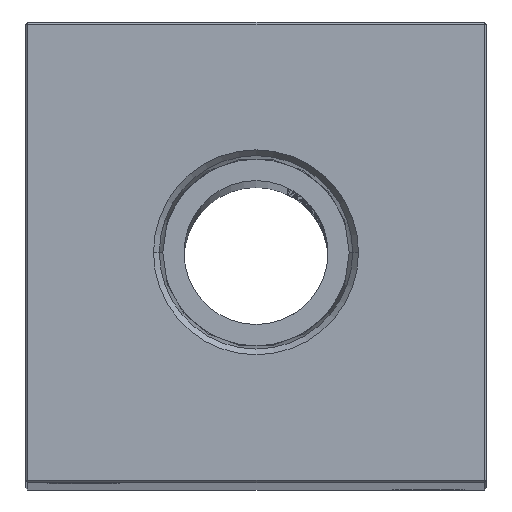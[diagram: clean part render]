
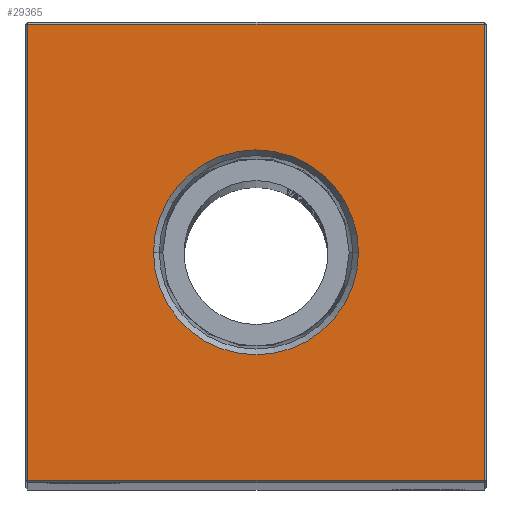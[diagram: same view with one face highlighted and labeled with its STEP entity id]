
A CAD part, top view. The second image highlights one B-rep face of the part: STEP entity #29365.
In plain terms, the highlighted planar face has unit normal (0, 0, 1).
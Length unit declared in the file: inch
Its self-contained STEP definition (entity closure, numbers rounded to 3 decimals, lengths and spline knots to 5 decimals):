
#583 = PLANE ( 'NONE',  #22714 ) ;
#732 = VECTOR ( 'NONE', #8354, 39.37008 ) ;
#900 = AXIS2_PLACEMENT_3D ( 'NONE', #33372, #9502, #20113 ) ;
#1646 = DIRECTION ( 'NONE',  ( 1., 0., 0. ) ) ;
#3101 = EDGE_CURVE ( 'NONE', #14091, #5800, #21582, .T. ) ;
#3556 = CARTESIAN_POINT ( 'NONE',  ( 0., 0., 18.25 ) ) ;
#4186 = ORIENTED_EDGE ( 'NONE', *, *, #3101, .T. ) ;
#4187 = EDGE_CURVE ( 'NONE', #30513, #14091, #19775, .T. ) ;
#4266 = CARTESIAN_POINT ( 'NONE',  ( -0.44487, 0., 18.25 ) ) ;
#4275 = CIRCLE ( 'NONE', #23743, 0.44487 ) ;
#5800 = VERTEX_POINT ( 'NONE', #30248 ) ;
#6561 = DIRECTION ( 'NONE',  ( 0., 1., 0. ) ) ;
#7098 = VECTOR ( 'NONE', #28789, 39.37008 ) ;
#7526 = LINE ( 'NONE', #18125, #7098 ) ;
#7891 = VERTEX_POINT ( 'NONE', #24121 ) ;
#7988 = EDGE_CURVE ( 'NONE', #32452, #18605, #15864, .T. ) ;
#8354 = DIRECTION ( 'NONE',  ( -1., 0., 0. ) ) ;
#9496 = CARTESIAN_POINT ( 'NONE',  ( 0.44487, 0., 18.25 ) ) ;
#9502 = DIRECTION ( 'NONE',  ( 0., 0., 1. ) ) ;
#10579 = CARTESIAN_POINT ( 'NONE',  ( -0.99, 0., 18.25 ) ) ;
#13778 = FACE_OUTER_BOUND ( 'NONE', #17522, .T. ) ;
#14091 = VERTEX_POINT ( 'NONE', #23682 ) ;
#14117 = DIRECTION ( 'NONE',  ( 0., 0., -1. ) ) ;
#14450 = VECTOR ( 'NONE', #21223, 39.37008 ) ;
#14602 = ORIENTED_EDGE ( 'NONE', *, *, #4187, .T. ) ;
#14850 = CARTESIAN_POINT ( 'NONE',  ( 0., 0., 18.25 ) ) ;
#15234 = VECTOR ( 'NONE', #6561, 39.37008 ) ;
#15392 = EDGE_CURVE ( 'NONE', #7891, #30513, #7526, .T. ) ;
#15864 = CIRCLE ( 'NONE', #900, 0.44487 ) ;
#17181 = EDGE_LOOP ( 'NONE', ( #19010, #34210 ) ) ;
#17522 = EDGE_LOOP ( 'NONE', ( #30466, #17819, #14602, #4186 ) ) ;
#17819 = ORIENTED_EDGE ( 'NONE', *, *, #15392, .T. ) ;
#18125 = CARTESIAN_POINT ( 'NONE',  ( 0., -0.99, 18.25 ) ) ;
#18605 = VERTEX_POINT ( 'NONE', #4266 ) ;
#19010 = ORIENTED_EDGE ( 'NONE', *, *, #7988, .F. ) ;
#19775 = LINE ( 'NONE', #30414, #15234 ) ;
#20113 = DIRECTION ( 'NONE',  ( 1., 0., 0. ) ) ;
#20434 = EDGE_CURVE ( 'NONE', #5800, #7891, #34464, .T. ) ;
#21223 = DIRECTION ( 'NONE',  ( 0., -1., 0. ) ) ;
#21582 = LINE ( 'NONE', #32214, #732 ) ;
#22714 = AXIS2_PLACEMENT_3D ( 'NONE', #3556, #14117, #24756 ) ;
#23682 = CARTESIAN_POINT ( 'NONE',  ( 0.99, 0.99, 18.25 ) ) ;
#23743 = AXIS2_PLACEMENT_3D ( 'NONE', #14850, #25502, #1646 ) ;
#24121 = CARTESIAN_POINT ( 'NONE',  ( -0.99, -0.99, 18.25 ) ) ;
#24430 = FACE_BOUND ( 'NONE', #17181, .T. ) ;
#24756 = DIRECTION ( 'NONE',  ( -1., 0., 0. ) ) ;
#25502 = DIRECTION ( 'NONE',  ( 0., 0., 1. ) ) ;
#28789 = DIRECTION ( 'NONE',  ( 1., 0., 0. ) ) ;
#29365 = ADVANCED_FACE ( 'NONE', ( #13778, #24430 ), #583, .F. ) ;
#29669 = CARTESIAN_POINT ( 'NONE',  ( 0.99, -0.99, 18.25 ) ) ;
#30248 = CARTESIAN_POINT ( 'NONE',  ( -0.99, 0.99, 18.25 ) ) ;
#30414 = CARTESIAN_POINT ( 'NONE',  ( 0.99, 0., 18.25 ) ) ;
#30466 = ORIENTED_EDGE ( 'NONE', *, *, #20434, .T. ) ;
#30513 = VERTEX_POINT ( 'NONE', #29669 ) ;
#32214 = CARTESIAN_POINT ( 'NONE',  ( 0., 0.99, 18.25 ) ) ;
#32452 = VERTEX_POINT ( 'NONE', #9496 ) ;
#33372 = CARTESIAN_POINT ( 'NONE',  ( 0., 0., 18.25 ) ) ;
#33427 = EDGE_CURVE ( 'NONE', #18605, #32452, #4275, .T. ) ;
#34210 = ORIENTED_EDGE ( 'NONE', *, *, #33427, .F. ) ;
#34464 = LINE ( 'NONE', #10579, #14450 ) ;
